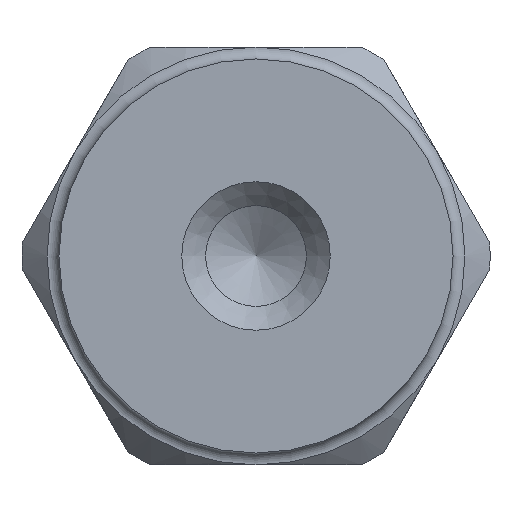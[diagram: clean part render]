
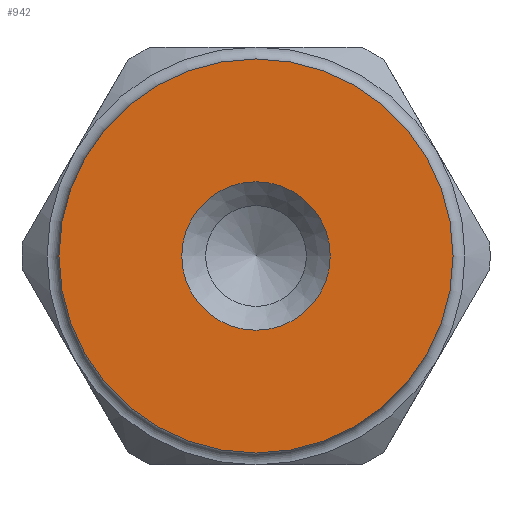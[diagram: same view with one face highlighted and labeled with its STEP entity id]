
A CAD part, front view. The second image highlights one B-rep face of the part: STEP entity #942.
In plain terms, the highlighted planar face has unit normal (0, -1, 0).
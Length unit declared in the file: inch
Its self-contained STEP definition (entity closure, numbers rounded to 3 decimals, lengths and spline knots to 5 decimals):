
#92=PLANE('',#1075);
#154=FACE_BOUND('',#315,.T.);
#216=FACE_OUTER_BOUND('',#314,.T.);
#314=EDGE_LOOP('',(#791));
#315=EDGE_LOOP('',(#792));
#394=CIRCLE('',#1072,0.1555);
#396=CIRCLE('',#1076,0.4125);
#482=VERTEX_POINT('',#4958);
#484=VERTEX_POINT('',#4964);
#595=EDGE_CURVE('',#482,#482,#394,.T.);
#597=EDGE_CURVE('',#484,#484,#396,.T.);
#791=ORIENTED_EDGE('',*,*,#597,.T.);
#792=ORIENTED_EDGE('',*,*,#595,.F.);
#942=ADVANCED_FACE('',(#216,#154),#92,.F.);
#1072=AXIS2_PLACEMENT_3D('',#4959,#1327,#1328);
#1075=AXIS2_PLACEMENT_3D('',#4963,#1333,#1334);
#1076=AXIS2_PLACEMENT_3D('',#4965,#1335,#1336);
#1327=DIRECTION('center_axis',(0.,-1.,0.));
#1328=DIRECTION('ref_axis',(-1.,0.,0.));
#1333=DIRECTION('center_axis',(0.,1.,0.));
#1334=DIRECTION('ref_axis',(0.,0.,1.));
#1335=DIRECTION('center_axis',(0.,-1.,0.));
#1336=DIRECTION('ref_axis',(-1.,0.,0.));
#4958=CARTESIAN_POINT('',(-1.26935,-1.31786,0.));
#4959=CARTESIAN_POINT('Origin',(-1.42485,-1.31786,0.));
#4963=CARTESIAN_POINT('Origin',(-1.42485,-1.31786,0.));
#4964=CARTESIAN_POINT('',(-1.01235,-1.31786,0.));
#4965=CARTESIAN_POINT('Origin',(-1.42485,-1.31786,0.));
